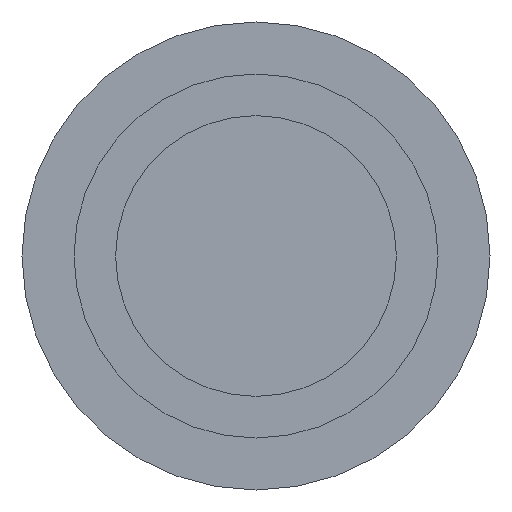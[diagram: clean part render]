
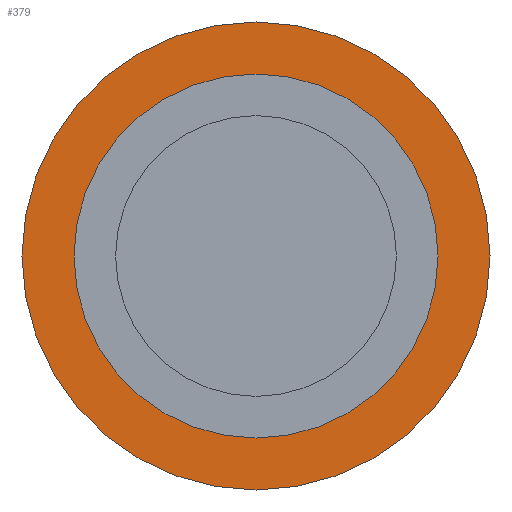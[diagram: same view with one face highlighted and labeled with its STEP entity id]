
A CAD part, front view. The second image highlights one B-rep face of the part: STEP entity #379.
In plain terms, the highlighted planar face has unit normal (0, -1, 0).
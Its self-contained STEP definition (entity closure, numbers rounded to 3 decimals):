
#3 = DIRECTION ( 'NONE',  ( 0., 1., 0. ) ) ;
#14 = CARTESIAN_POINT ( 'NONE',  ( 0., 0., 3.5 ) ) ;
#15 = AXIS2_PLACEMENT_3D ( 'NONE', #469, #386, #19 ) ;
#19 = DIRECTION ( 'NONE',  ( 0., 0., 1. ) ) ;
#29 = PLANE ( 'NONE',  #73 ) ;
#45 = CARTESIAN_POINT ( 'NONE',  ( 0., 0., 4.5 ) ) ;
#73 = AXIS2_PLACEMENT_3D ( 'NONE', #402, #171, #578 ) ;
#83 = EDGE_CURVE ( 'NONE', #579, #341, #229, .T. ) ;
#99 = CIRCLE ( 'NONE', #15, 3.5 ) ;
#116 = VERTEX_POINT ( 'NONE', #14 ) ;
#131 = AXIS2_PLACEMENT_3D ( 'NONE', #558, #3, #462 ) ;
#158 = EDGE_LOOP ( 'NONE', ( #553, #522 ) ) ;
#171 = DIRECTION ( 'NONE',  ( 0., 1., 0. ) ) ;
#218 = FACE_BOUND ( 'NONE', #158, .T. ) ;
#222 = EDGE_CURVE ( 'NONE', #116, #251, #99, .T. ) ;
#229 = CIRCLE ( 'NONE', #131, 4.5 ) ;
#251 = VERTEX_POINT ( 'NONE', #342 ) ;
#263 = CARTESIAN_POINT ( 'NONE',  ( 0., 0., -4.5 ) ) ;
#314 = DIRECTION ( 'NONE',  ( 0., 0., 1. ) ) ;
#317 = CARTESIAN_POINT ( 'NONE',  ( 0., 0., 0. ) ) ;
#332 = AXIS2_PLACEMENT_3D ( 'NONE', #317, #452, #314 ) ;
#341 = VERTEX_POINT ( 'NONE', #263 ) ;
#342 = CARTESIAN_POINT ( 'NONE',  ( 0., 0., -3.5 ) ) ;
#379 = ADVANCED_FACE ( 'NONE', ( #218, #395 ), #29, .F. ) ;
#381 = CIRCLE ( 'NONE', #458, 3.5 ) ;
#386 = DIRECTION ( 'NONE',  ( 0., -1., 0. ) ) ;
#394 = EDGE_CURVE ( 'NONE', #251, #116, #381, .T. ) ;
#395 = FACE_OUTER_BOUND ( 'NONE', #497, .T. ) ;
#402 = CARTESIAN_POINT ( 'NONE',  ( 0., 0., 0. ) ) ;
#452 = DIRECTION ( 'NONE',  ( 0., 1., 0. ) ) ;
#458 = AXIS2_PLACEMENT_3D ( 'NONE', #528, #587, #493 ) ;
#462 = DIRECTION ( 'NONE',  ( 0., 0., 1. ) ) ;
#469 = CARTESIAN_POINT ( 'NONE',  ( 0., 0., 0. ) ) ;
#470 = ORIENTED_EDGE ( 'NONE', *, *, #521, .F. ) ;
#493 = DIRECTION ( 'NONE',  ( 0., 0., 1. ) ) ;
#497 = EDGE_LOOP ( 'NONE', ( #470, #541 ) ) ;
#521 = EDGE_CURVE ( 'NONE', #341, #579, #573, .T. ) ;
#522 = ORIENTED_EDGE ( 'NONE', *, *, #394, .F. ) ;
#528 = CARTESIAN_POINT ( 'NONE',  ( 0., 0., 0. ) ) ;
#541 = ORIENTED_EDGE ( 'NONE', *, *, #83, .F. ) ;
#553 = ORIENTED_EDGE ( 'NONE', *, *, #222, .F. ) ;
#558 = CARTESIAN_POINT ( 'NONE',  ( 0., 0., 0. ) ) ;
#573 = CIRCLE ( 'NONE', #332, 4.5 ) ;
#578 = DIRECTION ( 'NONE',  ( 0., 0., 1. ) ) ;
#579 = VERTEX_POINT ( 'NONE', #45 ) ;
#587 = DIRECTION ( 'NONE',  ( 0., -1., 0. ) ) ;
